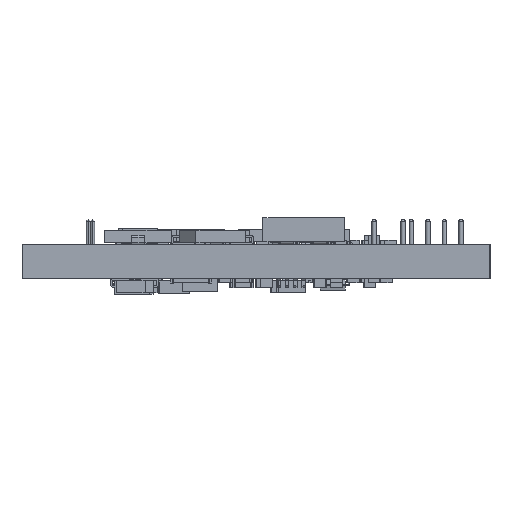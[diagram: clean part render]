
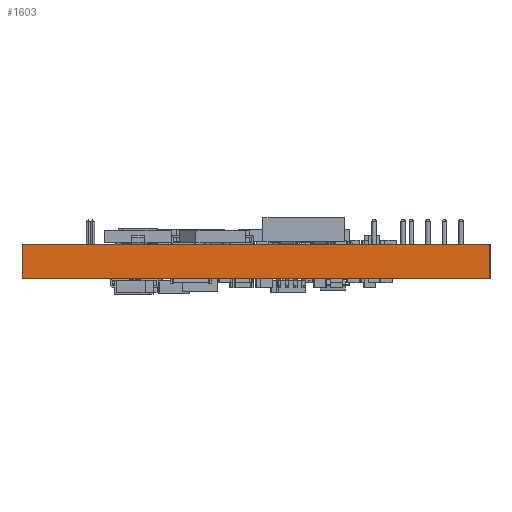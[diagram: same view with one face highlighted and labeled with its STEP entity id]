
A CAD part, left-side view. The second image highlights one B-rep face of the part: STEP entity #1603.
In plain terms, the highlighted planar face has unit normal (-1, 0, 0).
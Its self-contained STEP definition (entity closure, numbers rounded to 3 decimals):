
#1547 = VERTEX_POINT('',#1548);
#1548 = CARTESIAN_POINT('',(-74.295,29.21,2.616));
#1554 = EDGE_CURVE('',#1555,#1547,#1557,.T.);
#1555 = VERTEX_POINT('',#1556);
#1556 = CARTESIAN_POINT('',(-74.295,29.21,-2.616));
#1557 = LINE('',#1558,#1559);
#1558 = CARTESIAN_POINT('',(-74.295,29.21,-2.616));
#1559 = VECTOR('',#1560,1.);
#1560 = DIRECTION('',(0.,0.,1.));
#1603 = ADVANCED_FACE('',(#1604),#1629,.F.);
#1604 = FACE_BOUND('',#1605,.F.);
#1605 = EDGE_LOOP('',(#1606,#1607,#1615,#1623));
#1606 = ORIENTED_EDGE('',*,*,#1554,.T.);
#1607 = ORIENTED_EDGE('',*,*,#1608,.T.);
#1608 = EDGE_CURVE('',#1547,#1609,#1611,.T.);
#1609 = VERTEX_POINT('',#1610);
#1610 = CARTESIAN_POINT('',(-74.295,-42.545,2.616));
#1611 = LINE('',#1612,#1613);
#1612 = CARTESIAN_POINT('',(-74.295,29.21,2.616));
#1613 = VECTOR('',#1614,1.);
#1614 = DIRECTION('',(0.,-1.,0.));
#1615 = ORIENTED_EDGE('',*,*,#1616,.F.);
#1616 = EDGE_CURVE('',#1617,#1609,#1619,.T.);
#1617 = VERTEX_POINT('',#1618);
#1618 = CARTESIAN_POINT('',(-74.295,-42.545,-2.616));
#1619 = LINE('',#1620,#1621);
#1620 = CARTESIAN_POINT('',(-74.295,-42.545,-2.616));
#1621 = VECTOR('',#1622,1.);
#1622 = DIRECTION('',(0.,0.,1.));
#1623 = ORIENTED_EDGE('',*,*,#1624,.F.);
#1624 = EDGE_CURVE('',#1555,#1617,#1625,.T.);
#1625 = LINE('',#1626,#1627);
#1626 = CARTESIAN_POINT('',(-74.295,29.21,-2.616));
#1627 = VECTOR('',#1628,1.);
#1628 = DIRECTION('',(0.,-1.,0.));
#1629 = PLANE('',#1630);
#1630 = AXIS2_PLACEMENT_3D('',#1631,#1632,#1633);
#1631 = CARTESIAN_POINT('',(-74.295,29.21,-2.616));
#1632 = DIRECTION('',(1.,0.,0.));
#1633 = DIRECTION('',(0.,-1.,0.));
